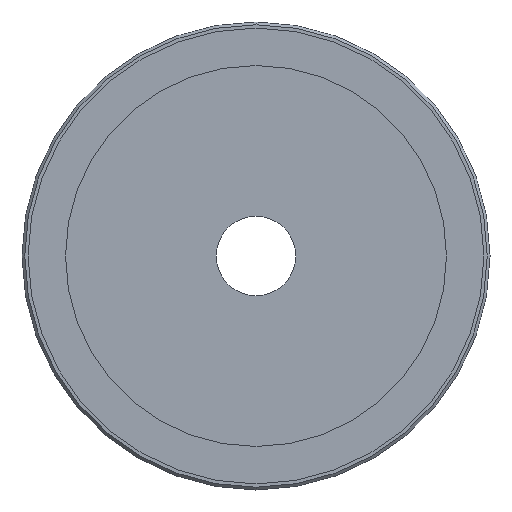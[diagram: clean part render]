
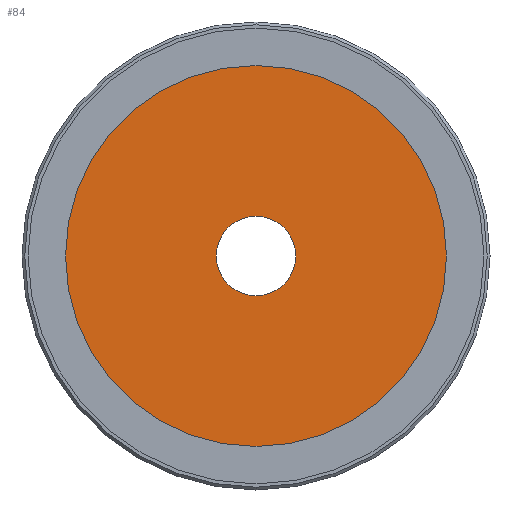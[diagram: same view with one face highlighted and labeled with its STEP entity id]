
A CAD part, left-side view. The second image highlights one B-rep face of the part: STEP entity #84.
In plain terms, the highlighted planar face has unit normal (-1, 0, 0).
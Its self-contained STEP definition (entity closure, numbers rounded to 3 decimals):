
#2 = CARTESIAN_POINT ( 'NONE',  ( -8., 20.35, 0. ) ) ;
#9 = DIRECTION ( 'NONE',  ( 1., 0., 0. ) ) ;
#19 = DIRECTION ( 'NONE',  ( 0., 0., 1. ) ) ;
#53 = AXIS2_PLACEMENT_3D ( 'NONE', #164, #343, #241 ) ;
#70 = FACE_BOUND ( 'NONE', #238, .T. ) ;
#84 = ADVANCED_FACE ( 'NONE', ( #70, #332 ), #214, .F. ) ;
#97 = EDGE_CURVE ( 'NONE', #281, #127, #100, .T. ) ;
#98 = DIRECTION ( 'NONE',  ( 1., 0., 0. ) ) ;
#100 = CIRCLE ( 'NONE', #296, 20.35 ) ;
#107 = CARTESIAN_POINT ( 'NONE',  ( -8., 0., 4.25 ) ) ;
#115 = EDGE_CURVE ( 'NONE', #145, #386, #151, .T. ) ;
#127 = VERTEX_POINT ( 'NONE', #330 ) ;
#140 = DIRECTION ( 'NONE',  ( 0., 0., -1. ) ) ;
#145 = VERTEX_POINT ( 'NONE', #107 ) ;
#151 = CIRCLE ( 'NONE', #276, 4.25 ) ;
#152 = ORIENTED_EDGE ( 'NONE', *, *, #115, .T. ) ;
#164 = CARTESIAN_POINT ( 'NONE',  ( -8., 0., 0. ) ) ;
#174 = AXIS2_PLACEMENT_3D ( 'NONE', #2, #9, #285 ) ;
#176 = DIRECTION ( 'NONE',  ( -1., 0., 0. ) ) ;
#180 = ORIENTED_EDGE ( 'NONE', *, *, #360, .T. ) ;
#182 = EDGE_CURVE ( 'NONE', #386, #145, #417, .T. ) ;
#205 = EDGE_LOOP ( 'NONE', ( #180, #206 ) ) ;
#206 = ORIENTED_EDGE ( 'NONE', *, *, #97, .T. ) ;
#212 = AXIS2_PLACEMENT_3D ( 'NONE', #329, #98, #140 ) ;
#214 = PLANE ( 'NONE',  #174 ) ;
#220 = CARTESIAN_POINT ( 'NONE',  ( -8., 0., 0. ) ) ;
#238 = EDGE_LOOP ( 'NONE', ( #280, #152 ) ) ;
#241 = DIRECTION ( 'NONE',  ( 0., 0., 1. ) ) ;
#244 = CIRCLE ( 'NONE', #53, 20.35 ) ;
#276 = AXIS2_PLACEMENT_3D ( 'NONE', #220, #402, #335 ) ;
#280 = ORIENTED_EDGE ( 'NONE', *, *, #182, .T. ) ;
#281 = VERTEX_POINT ( 'NONE', #378 ) ;
#285 = DIRECTION ( 'NONE',  ( 0., 0., -1. ) ) ;
#296 = AXIS2_PLACEMENT_3D ( 'NONE', #365, #176, #19 ) ;
#329 = CARTESIAN_POINT ( 'NONE',  ( -8., 0., 0. ) ) ;
#330 = CARTESIAN_POINT ( 'NONE',  ( -8., 0., 20.35 ) ) ;
#332 = FACE_OUTER_BOUND ( 'NONE', #205, .T. ) ;
#335 = DIRECTION ( 'NONE',  ( 0., 0., -1. ) ) ;
#343 = DIRECTION ( 'NONE',  ( -1., 0., 0. ) ) ;
#360 = EDGE_CURVE ( 'NONE', #127, #281, #244, .T. ) ;
#365 = CARTESIAN_POINT ( 'NONE',  ( -8., 0., 0. ) ) ;
#378 = CARTESIAN_POINT ( 'NONE',  ( -8., 0., -20.35 ) ) ;
#386 = VERTEX_POINT ( 'NONE', #422 ) ;
#402 = DIRECTION ( 'NONE',  ( 1., 0., 0. ) ) ;
#417 = CIRCLE ( 'NONE', #212, 4.25 ) ;
#422 = CARTESIAN_POINT ( 'NONE',  ( -8., 0., -4.25 ) ) ;
